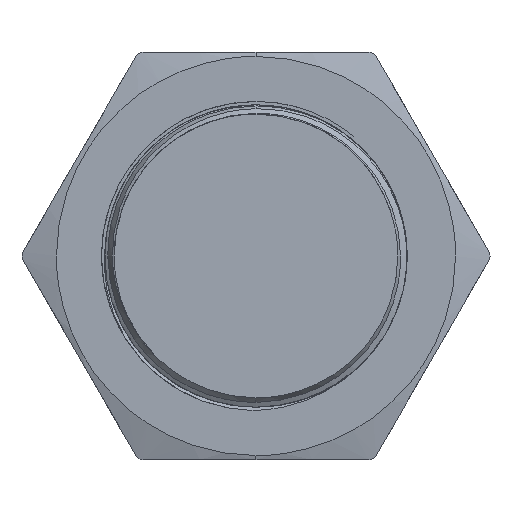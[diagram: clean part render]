
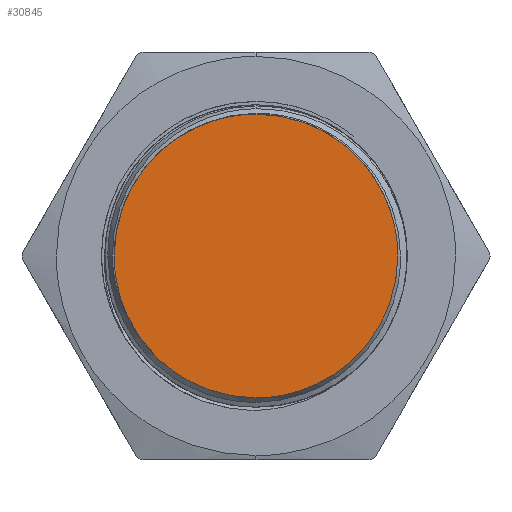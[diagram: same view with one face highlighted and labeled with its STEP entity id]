
A CAD part, front view. The second image highlights one B-rep face of the part: STEP entity #30845.
In plain terms, the highlighted planar face has unit normal (0, -1, 0).
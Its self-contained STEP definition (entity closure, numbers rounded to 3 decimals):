
#87 = EDGE_CURVE ( 'NONE', #14701, #21518, #10109, .T. ) ;
#96 = EDGE_CURVE ( 'NONE', #30636, #35532, #26719, .T. ) ;
#1164 = CARTESIAN_POINT ( 'NONE',  ( 8.35, 0., 0. ) ) ;
#1313 = ORIENTED_EDGE ( 'NONE', *, *, #22312, .F. ) ;
#1356 = CARTESIAN_POINT ( 'NONE',  ( 8.133, 0., 2.186 ) ) ;
#1883 = CARTESIAN_POINT ( 'NONE',  ( 0., 0., -8.35 ) ) ;
#2169 = CARTESIAN_POINT ( 'NONE',  ( -8.133, 0., 2.186 ) ) ;
#3173 = CARTESIAN_POINT ( 'NONE',  ( -5.911, 0., -5.898 ) ) ;
#4099 = CARTESIAN_POINT ( 'NONE',  ( 2.186, 0., 8.133 ) ) ;
#4453 = CARTESIAN_POINT ( 'NONE',  ( -2.189, 0., -8.132 ) ) ;
#4465 = CARTESIAN_POINT ( 'NONE',  ( 5.131, 0., 6.677 ) ) ;
#4605 = CARTESIAN_POINT ( 'NONE',  ( 0., 0., 8.35 ) ) ;
#5144 = CARTESIAN_POINT ( 'NONE',  ( -5.911, 0., -5.898 ) ) ;
#5772 = CARTESIAN_POINT ( 'NONE',  ( 8.35, 0., 0. ) ) ;
#6583 = ORIENTED_EDGE ( 'NONE', *, *, #87, .F. ) ;
#7748 = CARTESIAN_POINT ( 'NONE',  ( -5.911, 0., -5.898 ) ) ;
#8031 = CARTESIAN_POINT ( 'NONE',  ( -8.35, 0., 1.093 ) ) ;
#9573 = VERTEX_POINT ( 'NONE', #26069 ) ;
#10109 = B_SPLINE_CURVE_WITH_KNOTS ( 'NONE', 3,
 ( #5144, #19075, #26263, #34852, #16312, #12892 ),
 .UNSPECIFIED., .F., .F.,
 ( 4, 2, 4 ),
 ( 0., 0.5, 1. ),
 .UNSPECIFIED. ) ;
#10313 = CARTESIAN_POINT ( 'NONE',  ( -5.138, 0., -6.673 ) ) ;
#10596 = CARTESIAN_POINT ( 'NONE',  ( -8.35, 0., 0. ) ) ;
#11199 = CARTESIAN_POINT ( 'NONE',  ( 8.35, 0., -1.093 ) ) ;
#11557 = CARTESIAN_POINT ( 'NONE',  ( 7.296, 0., -4.205 ) ) ;
#11809 = ORIENTED_EDGE ( 'NONE', *, *, #96, .F. ) ;
#11821 = B_SPLINE_CURVE_WITH_KNOTS ( 'NONE', 3,
 ( #10596, #8031, #2169, #13343, #22316, #32925, #30010, #19213, #33457, #19581 ),
 .UNSPECIFIED., .F., .F.,
 ( 4, 2, 2, 2, 4 ),
 ( 0., 0.125, 0.25, 0.375, 0.5 ),
 .UNSPECIFIED. ) ;
#12892 = CARTESIAN_POINT ( 'NONE',  ( -8.35, 0., 0. ) ) ;
#13343 = CARTESIAN_POINT ( 'NONE',  ( -7.296, 0., 4.205 ) ) ;
#13486 = EDGE_LOOP ( 'NONE', ( #33519, #6583, #1313, #32420, #11809 ) ) ;
#13769 = CARTESIAN_POINT ( 'NONE',  ( 2.186, 0., -8.133 ) ) ;
#14701 = VERTEX_POINT ( 'NONE', #3173 ) ;
#15054 = B_SPLINE_CURVE_WITH_KNOTS ( 'NONE', 3,
 ( #1883, #16346, #4453, #15997, #10313, #7748 ),
 .UNSPECIFIED., .F., .F.,
 ( 4, 2, 4 ),
 ( 0.666, 0.833, 1. ),
 .UNSPECIFIED. ) ;
#15997 = CARTESIAN_POINT ( 'NONE',  ( -4.211, 0., -7.293 ) ) ;
#16312 = CARTESIAN_POINT ( 'NONE',  ( -8.35, 0., -1.091 ) ) ;
#16346 = CARTESIAN_POINT ( 'NONE',  ( -1.095, 0., -8.35 ) ) ;
#17714 = PLANE ( 'NONE',  #19301 ) ;
#19075 = CARTESIAN_POINT ( 'NONE',  ( -6.682, 0., -5.125 ) ) ;
#19213 = CARTESIAN_POINT ( 'NONE',  ( -2.186, 0., 8.133 ) ) ;
#19275 = CARTESIAN_POINT ( 'NONE',  ( 8.35, 0., 0. ) ) ;
#19301 = AXIS2_PLACEMENT_3D ( 'NONE', #28173, #28887, #31085 ) ;
#19581 = CARTESIAN_POINT ( 'NONE',  ( 0., 0., 8.35 ) ) ;
#19647 = CARTESIAN_POINT ( 'NONE',  ( 1.093, 0., -8.35 ) ) ;
#21332 = CARTESIAN_POINT ( 'NONE',  ( 0., 0., 8.35 ) ) ;
#21518 = VERTEX_POINT ( 'NONE', #25719 ) ;
#22312 = EDGE_CURVE ( 'NONE', #9573, #14701, #15054, .T. ) ;
#22316 = CARTESIAN_POINT ( 'NONE',  ( -6.677, 0., 5.131 ) ) ;
#22384 = CARTESIAN_POINT ( 'NONE',  ( 8.133, 0., -2.186 ) ) ;
#22616 = EDGE_CURVE ( 'NONE', #35532, #9573, #31647, .T. ) ;
#22861 = FACE_OUTER_BOUND ( 'NONE', #13486, .T. ) ;
#23705 = CARTESIAN_POINT ( 'NONE',  ( 4.205, 0., 7.296 ) ) ;
#24762 = CARTESIAN_POINT ( 'NONE',  ( 5.131, 0., -6.677 ) ) ;
#25719 = CARTESIAN_POINT ( 'NONE',  ( -8.35, 0., 0. ) ) ;
#26069 = CARTESIAN_POINT ( 'NONE',  ( 0., 0., -8.35 ) ) ;
#26263 = CARTESIAN_POINT ( 'NONE',  ( -7.299, 0., -4.2 ) ) ;
#26458 = CARTESIAN_POINT ( 'NONE',  ( 6.677, 0., 5.131 ) ) ;
#26639 = CARTESIAN_POINT ( 'NONE',  ( 7.296, 0., 4.205 ) ) ;
#26719 = B_SPLINE_CURVE_WITH_KNOTS ( 'NONE', 3,
 ( #21332, #26820, #4099, #23705, #4465, #26458, #26639, #1356, #29377, #1164 ),
 .UNSPECIFIED., .F., .F.,
 ( 4, 2, 2, 2, 4 ),
 ( 0.5, 0.625, 0.75, 0.875, 1. ),
 .UNSPECIFIED. ) ;
#26820 = CARTESIAN_POINT ( 'NONE',  ( 1.093, 0., 8.35 ) ) ;
#27514 = CARTESIAN_POINT ( 'NONE',  ( 4.205, 0., -7.296 ) ) ;
#27869 = CARTESIAN_POINT ( 'NONE',  ( 0., 0., -8.35 ) ) ;
#28173 = CARTESIAN_POINT ( 'NONE',  ( 0., 0., 0. ) ) ;
#28887 = DIRECTION ( 'NONE',  ( 0., 1., 0. ) ) ;
#29377 = CARTESIAN_POINT ( 'NONE',  ( 8.35, 0., 1.093 ) ) ;
#29657 = EDGE_CURVE ( 'NONE', #21518, #30636, #11821, .T. ) ;
#30010 = CARTESIAN_POINT ( 'NONE',  ( -4.205, 0., 7.296 ) ) ;
#30435 = CARTESIAN_POINT ( 'NONE',  ( 6.677, 0., -5.131 ) ) ;
#30636 = VERTEX_POINT ( 'NONE', #4605 ) ;
#30845 = ADVANCED_FACE ( 'NONE', ( #22861 ), #17714, .F. ) ;
#31085 = DIRECTION ( 'NONE',  ( 0., 0., 1. ) ) ;
#31647 = B_SPLINE_CURVE_WITH_KNOTS ( 'NONE', 3,
 ( #19275, #11199, #22384, #11557, #30435, #24762, #27514, #13769, #19647, #27869 ),
 .UNSPECIFIED., .F., .F.,
 ( 4, 2, 2, 2, 4 ),
 ( 0., 0.167, 0.333, 0.5, 0.666 ),
 .UNSPECIFIED. ) ;
#32420 = ORIENTED_EDGE ( 'NONE', *, *, #22616, .F. ) ;
#32925 = CARTESIAN_POINT ( 'NONE',  ( -5.131, 0., 6.677 ) ) ;
#33457 = CARTESIAN_POINT ( 'NONE',  ( -1.093, 0., 8.35 ) ) ;
#33519 = ORIENTED_EDGE ( 'NONE', *, *, #29657, .F. ) ;
#34852 = CARTESIAN_POINT ( 'NONE',  ( -8.133, 0., -2.183 ) ) ;
#35532 = VERTEX_POINT ( 'NONE', #5772 ) ;
